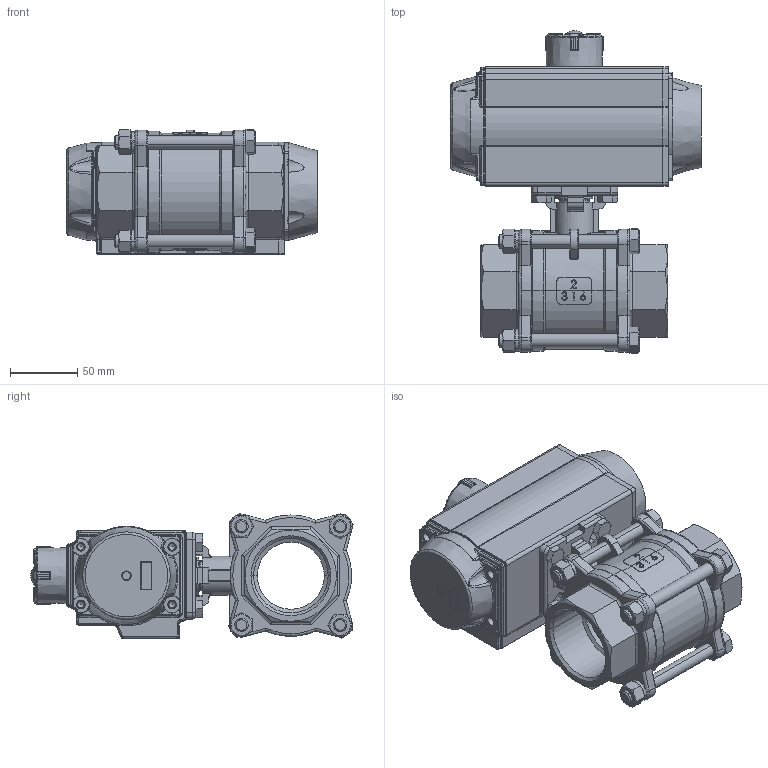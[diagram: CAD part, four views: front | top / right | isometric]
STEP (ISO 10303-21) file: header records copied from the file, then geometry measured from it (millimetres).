
FILE_DESCRIPTION(/* description */ ('Unknown'),/* implementation_level */ '2;1');
FILE_NAME(/* name */ 'PD039336-09',/* time_stamp */ '2025-01-17T09:52:20+01:00',/* author */ ('Unknown'),/* organization */ ('Unknown'),/* preprocessor_version */ 'ST-DEVELOPER v19.4',/* originating_system */ 'Solid Edge',/* authorisation */ 'Unknown');
FILE_SCHEMA (('AUTOMOTIVE_DESIGN {1 0 10303 214 3 1 1}'));
Length unit declared in the file: millimetre
Products named in the file (24): PD039336-09; 9336-09_oa_0; 蹟邡; 蹟譫B_GB_FASTENER_NUT_SNC1 M10-N; 概裔; 概极; 沓蹋ㄗ奻ㄘ; 弹簧垫圈B_GB_FASTENER_WASHER_SW 10; 碟型垫圈; 概裝; 滅侂え; 概裝蹟譫; 揤杶; DIN 933 M8x20 A2-70 BLK_EDST; PD03_PE02; vt65-2016-06-25; Optische Anzeige; ______; ________(___________; cup head nib bolts with large head gb_GB_FASTENER_BOLT_CHNBW M6X25-N; ____65______ ______; VT65_____________MIR; zhou65; VTE65____
Assembly tree (41 placements, depth 4):
  PD039336-09
    9336-09_oa_0
      蹟邡  x4
      蹟譫B_GB_FASTENER_NUT_SNC1 M10-N  x4
      概裔  x2
      概极
      沓蹋ㄗ奻ㄘ
      弹簧垫圈B_GB_FASTENER_WASHER_SW 10  x4
      碟型垫圈  x2
      概裝
      滅侂え
      概裝蹟譫
      揤杶
    DIN 933 M8x20 A2-70 BLK_EDST  x4
    PD03_PE02
      vt65-2016-06-25
      Optische Anzeige
        ______
        ________(___________  x4
        cup head nib bolts with large head gb_GB_FASTENER_BOLT_CHNBW M6X25-N
      ____65______ ______  x2
      VT65_____________MIR
      zhou65
      VTE65____
Bounding box: 186.5 x 240.3 x 93.5 mm (x, y, z)
Volume: 1045788.9 mm3; surface area: 348701.1 mm2
Topology: 38 solids, 38 shells, 3055 faces, 7609 edges, 4716 vertices
Faces by surface type: plane 1038, cylinder 947, bspline 472, torus 290, cone 275, sphere 33
Full cylindrical faces by diameter (mm): 3 x16, 3.3 x8, 4.134 x8, 4.66 x1, 4.917 x15, 5 x1, 6 x1, 6.2 x1, 6.5 x4, 6.647 x4, 8 x4, 10 x8, 11 x1, 11.4 x1, 11.445 x2, 12 x1, 12.5 x2, 12.9 x1, 13 x6, 14 x5, 15 x1, 16.2 x18, 17 x2, 20 x2, 22.5 x1, 24.2 x1, 24.4 x1, 28 x4, 38.5 x1, 56 x2
Entity records: 100564 total; most frequent: CARTESIAN_POINT 50648, ORIENTED_EDGE 10682, DIRECTION 9197, EDGE_CURVE 5341, AXIS2_PLACEMENT_3D 3563, VERTEX_POINT 3494, FACE_BOUND 2671, EDGE_LOOP 2651
